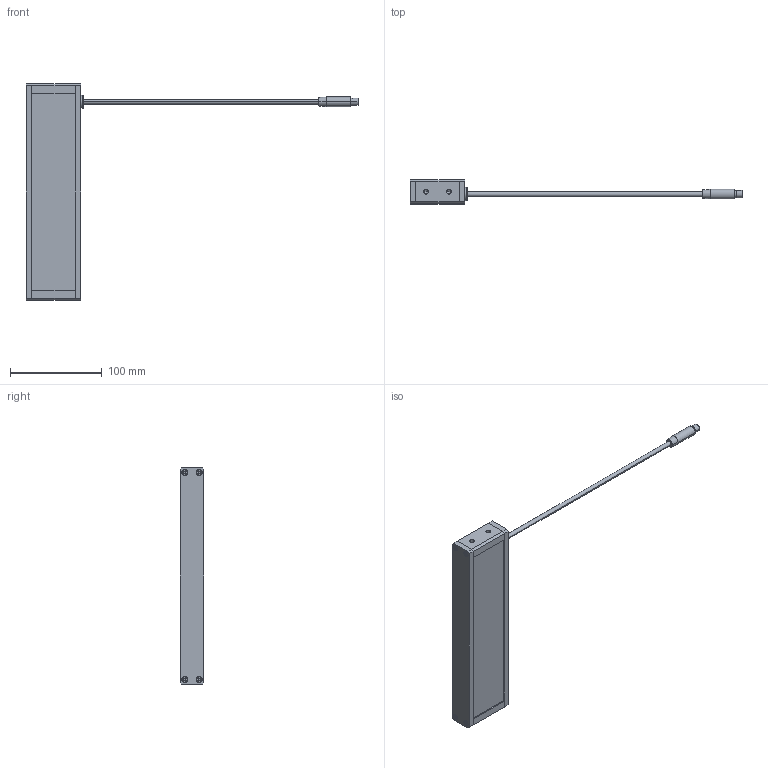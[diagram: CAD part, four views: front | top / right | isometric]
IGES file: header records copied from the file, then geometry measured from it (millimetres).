
Start section: SolidWorks IGES file using analytic representation for surfaces
Global section: file name: (LTBP_LT2BC)-048216-X.IGS; native system: SolidWorks 2020; preprocessor: SolidWorks 2020; author: oesum; date: 200605.122426; units: millimetre
Bounding box: 362.5 x 26 x 236 mm (x, y, z)
Surface area: 127457.2 mm2 (no closed solid volume)
Topology: 0 solids, 0 shells, 643 faces, 9036 edges, 8996 vertices
Faces by surface type: revolution 460, bspline 183
